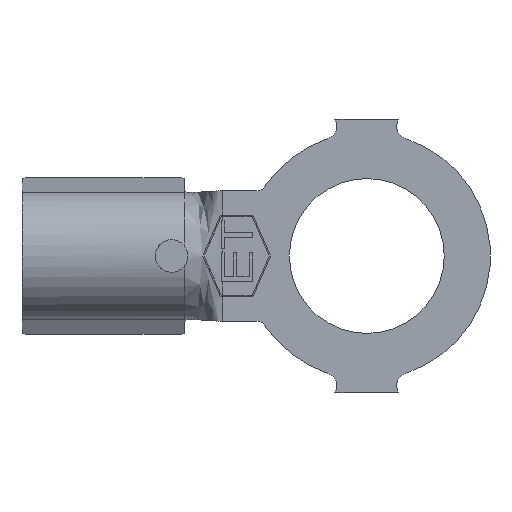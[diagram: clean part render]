
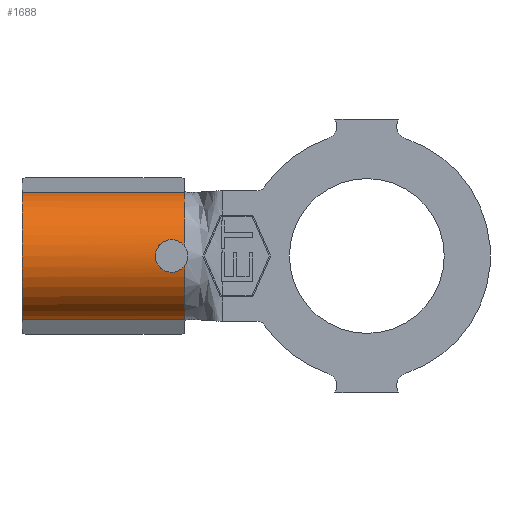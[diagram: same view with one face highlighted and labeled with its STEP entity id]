
A CAD part, front view. The second image highlights one B-rep face of the part: STEP entity #1688.
In plain terms, the highlighted cylindrical face has radius 1.27 mm (diameter 2.54 mm), a partial arc.
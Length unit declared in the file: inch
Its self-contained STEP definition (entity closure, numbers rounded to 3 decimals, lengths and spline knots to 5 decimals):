
#17 = CARTESIAN_POINT ( 'NONE',  ( -0.14, 0.00057, 0.0075 ) ) ;
#136 = ORIENTED_EDGE ( 'NONE', *, *, #1273, .F. ) ;
#708 = ORIENTED_EDGE ( 'NONE', *, *, #4089, .F. ) ;
#724 = DIRECTION ( 'NONE',  ( 1., 0., 0. ) ) ;
#745 = ORIENTED_EDGE ( 'NONE', *, *, #3816, .F. ) ;
#768 = ORIENTED_EDGE ( 'NONE', *, *, #1284, .F. ) ;
#780 = DIRECTION ( 'NONE',  ( 1., 0., 0. ) ) ;
#852 = VERTEX_POINT ( 'NONE', #1862 ) ;
#874 = ORIENTED_EDGE ( 'NONE', *, *, #2679, .F. ) ;
#927 = CARTESIAN_POINT ( 'NONE',  ( -0.14, 0.00057, -0.0075 ) ) ;
#933 = CARTESIAN_POINT ( 'NONE',  ( -0.14233, 0.00104, -0.01061 ) ) ;
#949 = CARTESIAN_POINT ( 'NONE',  ( -0.14611, 0.00159, -0.0125 ) ) ;
#972 = CARTESIAN_POINT ( 'NONE',  ( -0.15, 0.00159, -0.0125 ) ) ;
#989 = VERTEX_POINT ( 'NONE', #17 ) ;
#1028 = DIRECTION ( 'NONE',  ( 0., 0., -1. ) ) ;
#1036 = CARTESIAN_POINT ( 'NONE',  ( -0.265, 0.03898, -0.04877 ) ) ;
#1046 = CARTESIAN_POINT ( 'NONE',  ( -0.14, 0.00057, -0.0075 ) ) ;
#1159 = DIRECTION ( 'NONE',  ( 1., 0., 0. ) ) ;
#1178 = CARTESIAN_POINT ( 'NONE',  ( -0.265, 0.05, 0. ) ) ;
#1273 = EDGE_CURVE ( 'NONE', #2437, #852, #2268, .T. ) ;
#1284 = EDGE_CURVE ( 'NONE', #2086, #1725, #1321, .T. ) ;
#1299 = LINE ( 'NONE', #1036, #2886 ) ;
#1321 = CIRCLE ( 'NONE', #2553, 0.05 ) ;
#1401 = VERTEX_POINT ( 'NONE', #1637 ) ;
#1433 = DIRECTION ( 'NONE',  ( 0., 0., -1. ) ) ;
#1447 = VERTEX_POINT ( 'NONE', #3623 ) ;
#1468 = CARTESIAN_POINT ( 'NONE',  ( -0.14, 0.03898, 0.04877 ) ) ;
#1552 = CYLINDRICAL_SURFACE ( 'NONE', #3784, 0.05 ) ;
#1637 = CARTESIAN_POINT ( 'NONE',  ( -0.265, 0.03898, -0.04877 ) ) ;
#1688 = ADVANCED_FACE ( 'NONE', ( #2515 ), #1552, .T. ) ;
#1707 = DIRECTION ( 'NONE',  ( 1., 0., 0. ) ) ;
#1711 = CARTESIAN_POINT ( 'NONE',  ( -0.15, 0.00159, 0.0125 ) ) ;
#1725 = VERTEX_POINT ( 'NONE', #3123 ) ;
#1728 = CARTESIAN_POINT ( 'NONE',  ( -0.14, 0.05, 0. ) ) ;
#1862 = CARTESIAN_POINT ( 'NONE',  ( -0.15, 0.00159, -0.0125 ) ) ;
#1948 = VECTOR ( 'NONE', #2125, 39.37008 ) ;
#1954 = CARTESIAN_POINT ( 'NONE',  ( -0.14612, 0.00159, 0.0125 ) ) ;
#2035 = EDGE_CURVE ( 'NONE', #1401, #1725, #1299, .T. ) ;
#2056 = LINE ( 'NONE', #2519, #1948 ) ;
#2057 = CARTESIAN_POINT ( 'NONE',  ( -0.14234, 0.00104, 0.01061 ) ) ;
#2086 = VERTEX_POINT ( 'NONE', #1046 ) ;
#2089 = CARTESIAN_POINT ( 'NONE',  ( -0.15, 0.00159, -0.0125 ) ) ;
#2103 = CARTESIAN_POINT ( 'NONE',  ( -0.15329, 0.00159, -0.0125 ) ) ;
#2119 = CARTESIAN_POINT ( 'NONE',  ( -0.15653, 0.0012, -0.01115 ) ) ;
#2125 = DIRECTION ( 'NONE',  ( 1., 0., 0. ) ) ;
#2137 = CARTESIAN_POINT ( 'NONE',  ( -0.14, 0.00057, 0.0075 ) ) ;
#2268 = B_SPLINE_CURVE_WITH_KNOTS ( 'NONE', 3,
 ( #3245, #4076, #2953, #2678, #2443, #2405, #2380, #2119, #2103, #2089 ),
 .UNSPECIFIED., .F., .F.,
 ( 4, 2, 2, 2, 4 ),
 ( 0.00029, 0.00054, 0.00079, 0.00104, 0.00129 ),
 .UNSPECIFIED. ) ;
#2380 = CARTESIAN_POINT ( 'NONE',  ( -0.16115, 0.00037, -0.00653 ) ) ;
#2392 = B_SPLINE_CURVE_WITH_KNOTS ( 'NONE', 3,
 ( #2137, #2057, #1954, #1711 ),
 .UNSPECIFIED., .F., .F.,
 ( 4, 4 ),
 ( 0., 0.00029 ),
 .UNSPECIFIED. ) ;
#2405 = CARTESIAN_POINT ( 'NONE',  ( -0.1625, 0., -0.00327 ) ) ;
#2437 = VERTEX_POINT ( 'NONE', #4033 ) ;
#2443 = CARTESIAN_POINT ( 'NONE',  ( -0.1625, 0., 0.00327 ) ) ;
#2515 = FACE_OUTER_BOUND ( 'NONE', #2738, .T. ) ;
#2519 = CARTESIAN_POINT ( 'NONE',  ( -0.265, 0.03898, 0.04877 ) ) ;
#2534 = CIRCLE ( 'NONE', #2951, 0.05 ) ;
#2545 = EDGE_CURVE ( 'NONE', #1447, #1401, #3212, .T. ) ;
#2553 = AXIS2_PLACEMENT_3D ( 'NONE', #1728, #1707, #1433 ) ;
#2658 = DIRECTION ( 'NONE',  ( 0., 0., -1. ) ) ;
#2672 = DIRECTION ( 'NONE',  ( 1., 0., 0. ) ) ;
#2674 = CARTESIAN_POINT ( 'NONE',  ( -0.14, 0.05, 0. ) ) ;
#2678 = CARTESIAN_POINT ( 'NONE',  ( -0.16115, 0.00037, 0.00652 ) ) ;
#2679 = EDGE_CURVE ( 'NONE', #1447, #4029, #2056, .T. ) ;
#2724 = DIRECTION ( 'NONE',  ( 0., 0., -1. ) ) ;
#2738 = EDGE_LOOP ( 'NONE', ( #3990, #745, #874, #3007, #3296, #768, #708, #136 ) ) ;
#2886 = VECTOR ( 'NONE', #780, 39.37008 ) ;
#2951 = AXIS2_PLACEMENT_3D ( 'NONE', #2674, #2672, #2658 ) ;
#2953 = CARTESIAN_POINT ( 'NONE',  ( -0.15653, 0.0012, 0.01115 ) ) ;
#3007 = ORIENTED_EDGE ( 'NONE', *, *, #2545, .T. ) ;
#3113 = EDGE_CURVE ( 'NONE', #989, #2437, #2392, .T. ) ;
#3123 = CARTESIAN_POINT ( 'NONE',  ( -0.14, 0.03898, -0.04877 ) ) ;
#3181 = B_SPLINE_CURVE_WITH_KNOTS ( 'NONE', 3,
 ( #972, #949, #933, #927 ),
 .UNSPECIFIED., .F., .F.,
 ( 4, 4 ),
 ( 0.00129, 0.00159 ),
 .UNSPECIFIED. ) ;
#3212 = CIRCLE ( 'NONE', #3231, 0.05 ) ;
#3231 = AXIS2_PLACEMENT_3D ( 'NONE', #1178, #1159, #1028 ) ;
#3245 = CARTESIAN_POINT ( 'NONE',  ( -0.15, 0.00159, 0.0125 ) ) ;
#3296 = ORIENTED_EDGE ( 'NONE', *, *, #2035, .T. ) ;
#3491 = CARTESIAN_POINT ( 'NONE',  ( -0.265, 0.05, 0. ) ) ;
#3623 = CARTESIAN_POINT ( 'NONE',  ( -0.265, 0.03898, 0.04877 ) ) ;
#3784 = AXIS2_PLACEMENT_3D ( 'NONE', #3491, #724, #2724 ) ;
#3816 = EDGE_CURVE ( 'NONE', #4029, #989, #2534, .T. ) ;
#3990 = ORIENTED_EDGE ( 'NONE', *, *, #3113, .F. ) ;
#4029 = VERTEX_POINT ( 'NONE', #1468 ) ;
#4033 = CARTESIAN_POINT ( 'NONE',  ( -0.15, 0.00159, 0.0125 ) ) ;
#4076 = CARTESIAN_POINT ( 'NONE',  ( -0.15328, 0.00159, 0.0125 ) ) ;
#4089 = EDGE_CURVE ( 'NONE', #852, #2086, #3181, .T. ) ;
